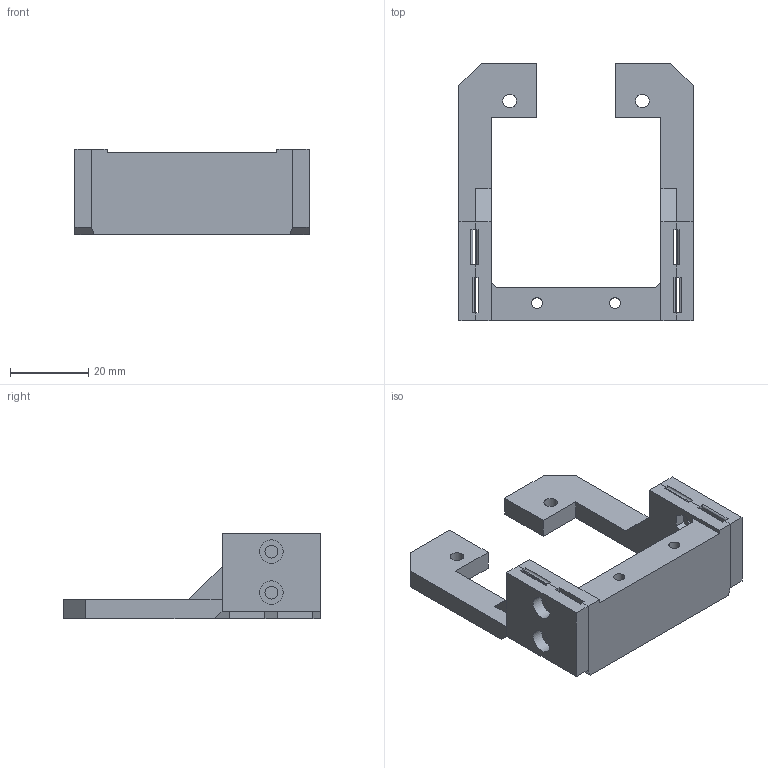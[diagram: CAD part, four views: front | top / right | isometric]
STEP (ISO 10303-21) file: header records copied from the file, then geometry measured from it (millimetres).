
FILE_DESCRIPTION(/* description */ (''),/* implementation_level */ '2;1');
FILE_NAME(/* name */ 'Carriage Belt Body Slim.step',/* time_stamp */ '2020-09-30T11:33:42-05:00',/* author */ (''),/* organization */ (''),/* preprocessor_version */ 'ST-DEVELOPER v18.1',/* originating_system */ 'Autodesk Translation Framework v9.3.0.1241',/* authorisation */ '');
FILE_SCHEMA (('AUTOMOTIVE_DESIGN { 1 0 10303 214 3 1 1 }'));
Length unit declared in the file: millimetre
Products named in the file (1): Carriage Belt Body Slim
Bounding box: 60 x 66 x 22 mm (x, y, z)
Volume: 19778.2 mm3; surface area: 12313.3 mm2
Topology: 3 solids, 3 shells, 324 faces, 912 edges, 586 vertices
Faces by surface type: plane 180, cylinder 144
Full cylindrical faces by diameter (mm): 2.8 x2, 3.3 x8, 3.5 x2, 6 x4
Entity records: 10579 total; most frequent: DIRECTION 1866, ORIENTED_EDGE 1840, CARTESIAN_POINT 1831, EDGE_CURVE 920, LINE 624, VECTOR 624, AXIS2_PLACEMENT_3D 621, VERTEX_POINT 586
